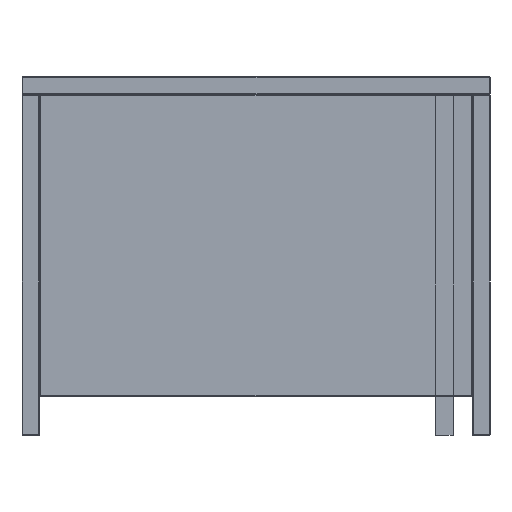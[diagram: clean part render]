
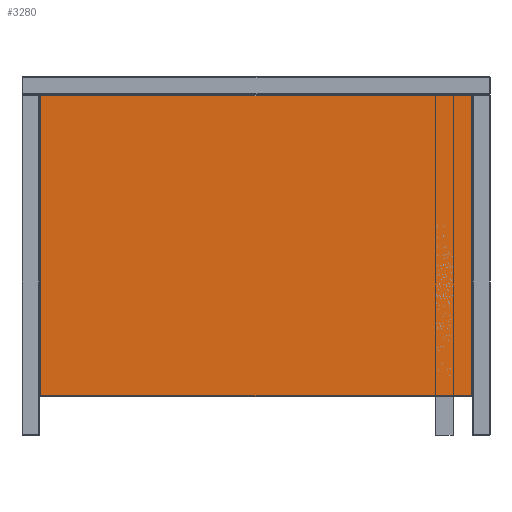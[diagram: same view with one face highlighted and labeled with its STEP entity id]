
A CAD part, front view. The second image highlights one B-rep face of the part: STEP entity #3280.
In plain terms, the highlighted planar face has unit normal (0, -1, 0).
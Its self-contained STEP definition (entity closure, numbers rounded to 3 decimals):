
#538 = EDGE_CURVE ( 'NONE', #2127, #3644, #4182, .T. ) ;
#788 = CARTESIAN_POINT ( 'NONE',  ( -228., 0., 159. ) ) ;
#1165 = VECTOR ( 'NONE', #5181, 1000. ) ;
#1472 = VERTEX_POINT ( 'NONE', #8157 ) ;
#1647 = EDGE_CURVE ( 'NONE', #9220, #1472, #6718, .T. ) ;
#1971 = CARTESIAN_POINT ( 'NONE',  ( -228., 0., -159. ) ) ;
#2127 = VERTEX_POINT ( 'NONE', #788 ) ;
#2501 = LINE ( 'NONE', #4913, #3628 ) ;
#2674 = VECTOR ( 'NONE', #2992, 1000. ) ;
#2721 = CARTESIAN_POINT ( 'NONE',  ( -228., 0., 0. ) ) ;
#2962 = CARTESIAN_POINT ( 'NONE',  ( 0., 0., -159. ) ) ;
#2992 = DIRECTION ( 'NONE',  ( 0., 0., 1. ) ) ;
#3084 = ORIENTED_EDGE ( 'NONE', *, *, #1647, .T. ) ;
#3201 = ORIENTED_EDGE ( 'NONE', *, *, #5885, .T. ) ;
#3280 = ADVANCED_FACE ( 'NONE', ( #6431 ), #5739, .F. ) ;
#3628 = VECTOR ( 'NONE', #8006, 1000. ) ;
#3644 = VERTEX_POINT ( 'NONE', #1971 ) ;
#4182 = LINE ( 'NONE', #2721, #1165 ) ;
#4913 = CARTESIAN_POINT ( 'NONE',  ( 0., 0., 159. ) ) ;
#4917 = EDGE_CURVE ( 'NONE', #1472, #2127, #2501, .T. ) ;
#5097 = EDGE_LOOP ( 'NONE', ( #3084, #9572, #6259, #3201 ) ) ;
#5181 = DIRECTION ( 'NONE',  ( 0., 0., -1. ) ) ;
#5689 = DIRECTION ( 'NONE',  ( 0., 0., 1. ) ) ;
#5739 = PLANE ( 'NONE',  #7209 ) ;
#5885 = EDGE_CURVE ( 'NONE', #3644, #9220, #7602, .T. ) ;
#6027 = DIRECTION ( 'NONE',  ( 1., 0., 0. ) ) ;
#6125 = VECTOR ( 'NONE', #6027, 1000. ) ;
#6259 = ORIENTED_EDGE ( 'NONE', *, *, #538, .T. ) ;
#6431 = FACE_OUTER_BOUND ( 'NONE', #5097, .T. ) ;
#6581 = DIRECTION ( 'NONE',  ( 0., 1., 0. ) ) ;
#6718 = LINE ( 'NONE', #9804, #2674 ) ;
#7174 = CARTESIAN_POINT ( 'NONE',  ( 228., 0., -159. ) ) ;
#7209 = AXIS2_PLACEMENT_3D ( 'NONE', #8827, #6581, #5689 ) ;
#7602 = LINE ( 'NONE', #2962, #6125 ) ;
#8006 = DIRECTION ( 'NONE',  ( -1., 0., 0. ) ) ;
#8157 = CARTESIAN_POINT ( 'NONE',  ( 228., 0., 159. ) ) ;
#8827 = CARTESIAN_POINT ( 'NONE',  ( 0., 0., 0. ) ) ;
#9220 = VERTEX_POINT ( 'NONE', #7174 ) ;
#9572 = ORIENTED_EDGE ( 'NONE', *, *, #4917, .T. ) ;
#9804 = CARTESIAN_POINT ( 'NONE',  ( 228., 0., 0. ) ) ;
